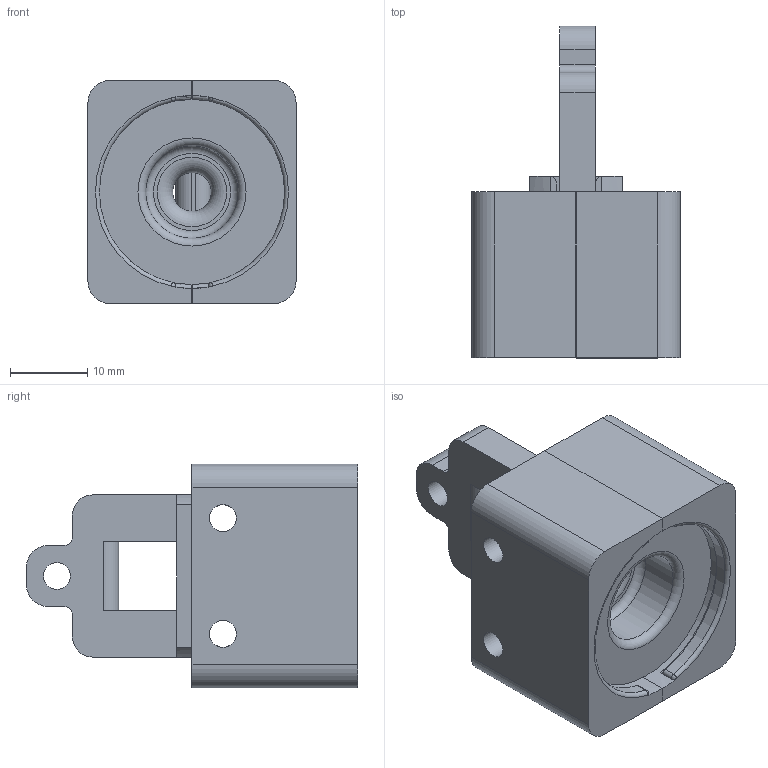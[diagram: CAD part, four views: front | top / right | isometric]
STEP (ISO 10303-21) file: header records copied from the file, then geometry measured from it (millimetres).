
FILE_DESCRIPTION(/* description */ ('Unknown'),/* implementation_level */ '2;1');
FILE_NAME(/* name */ 'artificial_muscle_kotei',/* time_stamp */ '2024-12-16T19:45:42+09:00',/* author */ ('Unknown'),/* organization */ ('Unknown'),/* preprocessor_version */ 'ST-DEVELOPER v19.4',/* originating_system */ 'Solid Edge',/* authorisation */ 'Unknown');
FILE_SCHEMA (('AUTOMOTIVE_DESIGN {1 0 10303 214 3 1 1}'));
Length unit declared in the file: millimetre
Products named in the file (4): musclekote3; connect2; connect1; connectconnect2
Assembly tree (4 placements, depth 2):
  musclekote3
    connect2  x2
    connect1
    connectconnect2
Bounding box: 27 x 43 x 29 mm (x, y, z)
Volume: 14232.3 mm3; surface area: 9790.2 mm2
Topology: 4 solids, 4 shells, 141 faces, 393 edges, 254 vertices
Faces by surface type: plane 68, cylinder 55, torus 14, sphere 4
Full cylindrical faces by diameter (mm): 3.5 x11, 5 x1, 12 x1, 22 x1, 24 x1
Entity records: 3921 total; most frequent: CARTESIAN_POINT 634, DIRECTION 576, ORIENTED_EDGE 532, EDGE_CURVE 266, AXIS2_PLACEMENT_3D 217, VERTEX_POINT 183, LINE 142, VECTOR 142
